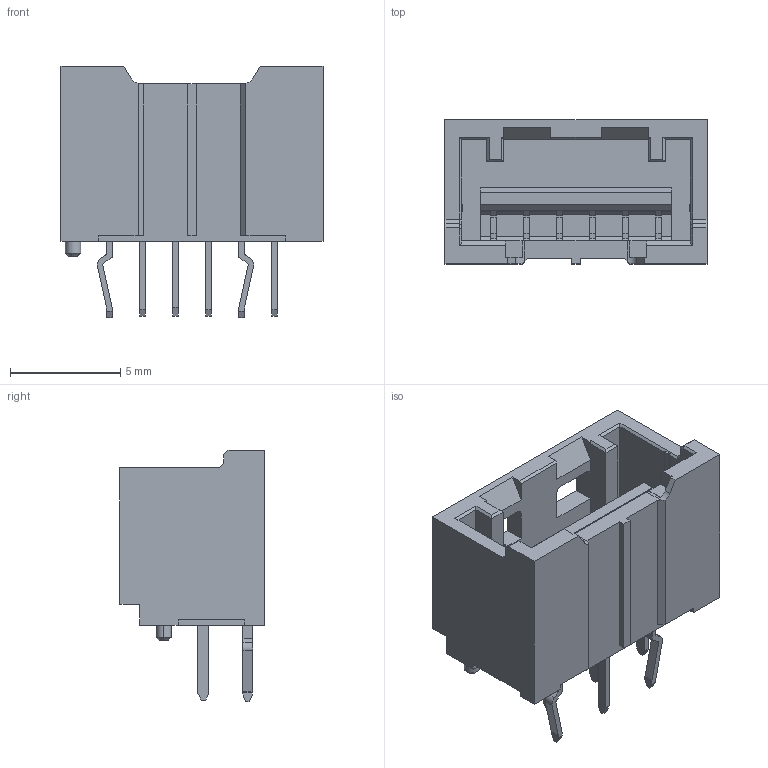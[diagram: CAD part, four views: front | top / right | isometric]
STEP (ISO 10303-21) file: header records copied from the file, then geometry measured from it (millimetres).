
FILE_DESCRIPTION(('FreeCAD Model'),'2;1');
FILE_NAME('503159-0600.step','2018-04-20T13:55:29', ('kicad StepUp'),('ksu MCAD'),'Open CASCADE STEP processor 6.8', 'FreeCAD','Unknown');
FILE_SCHEMA(('AUTOMOTIVE_DESIGN_CC2 { 1 2 10303 214 -1 1 5 4 }'));
Length unit declared in the file: millimetre
Products named in the file (1): 503159-0600
Bounding box: 11.9 x 6.55 x 11.42 mm (x, y, z)
Volume: 330.1 mm3; surface area: 718.5 mm2
Topology: 1 solids, 1 shells, 290 faces, 809 edges, 532 vertices
Faces by surface type: plane 252, cylinder 36, cone 2
Entity records: 9184 total; most frequent: CARTESIAN_POINT 1638, ORIENTED_EDGE 1618, DIRECTION 1465, EDGE_CURVE 809, LINE 731, VECTOR 731, VERTEX_POINT 532, AXIS2_PLACEMENT_3D 367
